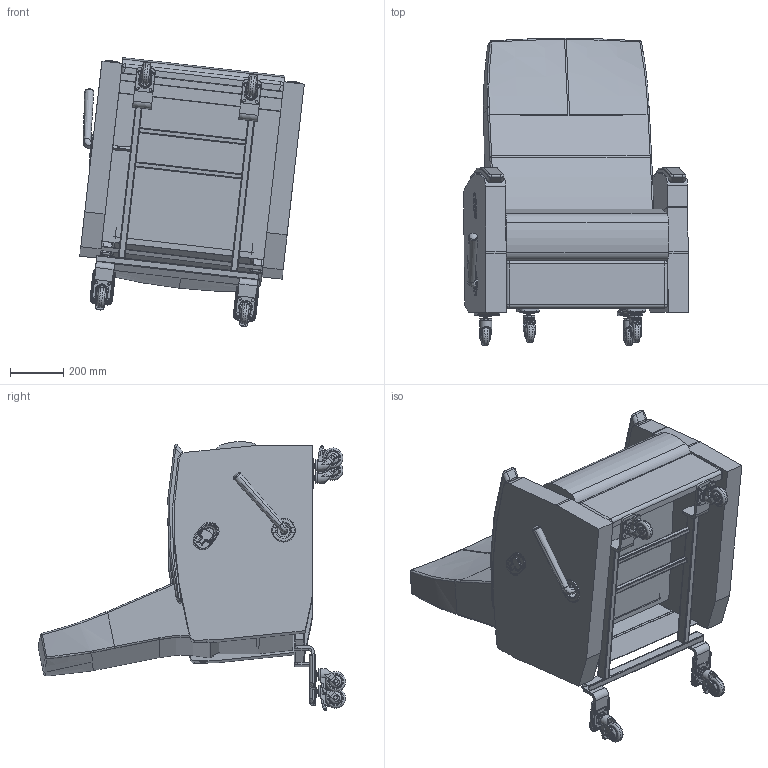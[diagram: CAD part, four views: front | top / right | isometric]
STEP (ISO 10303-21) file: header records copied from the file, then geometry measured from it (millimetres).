
FILE_DESCRIPTION(/* description */ (''),/* implementation_level */ '2;1');
FILE_NAME(/* name */ 'E1127RU-W-J.stp',/* time_stamp */ '2019-05-28T16:11:17-04:00',/* author */ ('emehringer'),/* organization */ (''),/* preprocessor_version */ 'ST-DEVELOPER v16.13',/* originating_system */ 'Autodesk Inventor 2018',/* authorisation */ '');
FILE_SCHEMA (('AUTOMOTIVE_DESIGN { 1 0 10303 214 3 1 1 }','AP242_MANAGED_MODEL_BASED_3D_ENGINEERING_MIM_LF { 1 0 10303 442 1 1 4 }'));
Length unit declared in the file: inch
Products named in the file (27): E1127RU-W-J; UKO E4025; USEAT E4025; EV7070 UBACK FLAP; BEZEL 3.5 BLK; HDL 3000-1 BLK; HDL 3000-1 BLK METAL; HDL 3000 BLKPLASTIC; MAC R1010; PLTFRM 5027 (generic); 4381820001 (REAR TUBE)(generic); 4381810101 (CAM TUBE)(generic); 4381830001 (SIDE TUBE)(generic); 3663930101 (CASTER BRKT) (generic); CAST BOOT BLK; CASTER 3"SL53-1; _5325PJP075P50_rig_26; _5325PJP075P50_brake_26; _5325PJP075P50_acc_26; PJP (75mm); PJP (75mm) PART B; PJP (75mm)_1; CABLE LEVER; 1025U UARML; 1025L UARMR; E1125 ACARM L; EV7070 UBACK
Assembly tree (36 placements, depth 4):
  E1127RU-W-J
    UKO E4025
    USEAT E4025
    EV7070 UBACK FLAP
    BEZEL 3.5 BLK
    HDL 3000-1 BLK
      HDL 3000-1 BLK METAL
      HDL 3000 BLKPLASTIC
    MAC R1010  x2
    PLTFRM 5027 (generic)
      3663930101 (CASTER BRKT) (generic)  x4
      4381810101 (CAM TUBE)(generic)  x2
      4381820001 (REAR TUBE)(generic)
      4381830001 (SIDE TUBE)(generic)  x2
    CAST BOOT BLK  x2
    CASTER 3"SL53-1  x4
      _5325PJP075P50_rig_26
      _5325PJP075P50_brake_26
      _5325PJP075P50_acc_26
      PJP (75mm)
        PJP (75mm) PART B
        PJP (75mm)_1
    CABLE LEVER
    1025U UARML
    1025L UARMR
    E1125 ACARM L
    EV7070 UBACK
Bounding box: 840.35 x 1149.93 x 1006.21 mm (x, y, z)
Volume: 190199132.9 mm3; surface area: 6496170 mm2
Topology: 49 solids, 49 shells, 1653 faces, 4249 edges, 2728 vertices
Faces by surface type: cylinder 711, plane 698, torus 116, bspline 84, sphere 25, cone 19
Full cylindrical faces by diameter (mm): 5.953 x1, 7.938 x2, 9.525 x4, 10 x4, 10.6 x4, 11.112 x8, 13.14 x4, 15.2 x4, 22.9 x1, 36 x4, 41.25 x4, 44.25 x8, 45.511 x4, 47.099 x4, 51.861 x8, 53.975 x1, 59.531 x1, 75 x4, 88.9 x1
Entity records: 38140 total; most frequent: CARTESIAN_POINT 18904, DIRECTION 3979, ORIENTED_EDGE 3662, EDGE_CURVE 1831, AXIS2_PLACEMENT_3D 1530, VERTEX_POINT 1178, LINE 919, VECTOR 919
